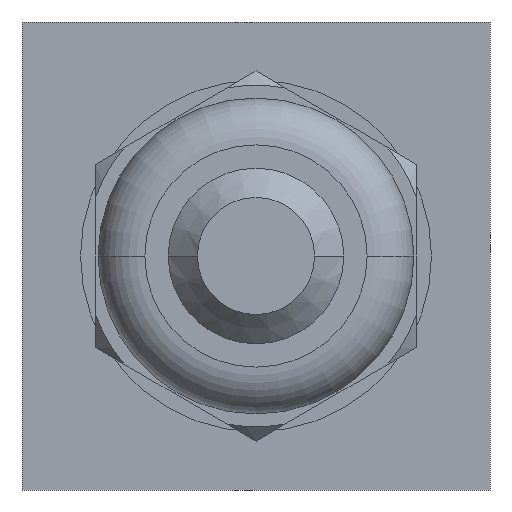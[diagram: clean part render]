
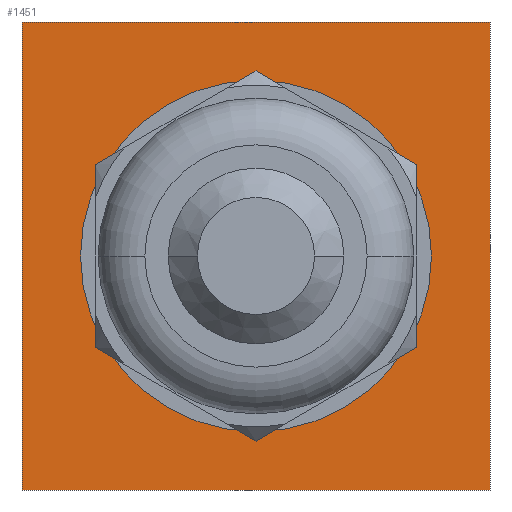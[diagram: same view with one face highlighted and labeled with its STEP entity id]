
A CAD part, front view. The second image highlights one B-rep face of the part: STEP entity #1451.
In plain terms, the highlighted planar face has unit normal (0, -1, 0).
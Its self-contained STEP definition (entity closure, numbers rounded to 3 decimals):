
#355=DIRECTION('',(-1.,0.,0.));
#356=VECTOR('',#355,8.);
#357=CARTESIAN_POINT('',(4.,15.6,4.));
#358=LINE('',#357,#356);
#359=DIRECTION('',(0.,0.,1.));
#360=VECTOR('',#359,8.);
#361=CARTESIAN_POINT('',(4.,15.6,-4.));
#362=LINE('',#361,#360);
#363=DIRECTION('',(1.,0.,0.));
#364=VECTOR('',#363,8.);
#365=CARTESIAN_POINT('',(-4.,15.6,-4.));
#366=LINE('',#365,#364);
#367=DIRECTION('',(0.,0.,-1.));
#368=VECTOR('',#367,8.);
#369=CARTESIAN_POINT('',(-4.,15.6,4.));
#370=LINE('',#369,#368);
#371=CARTESIAN_POINT('',(0.,15.6,0.));
#372=DIRECTION('',(0.,-1.,0.));
#373=DIRECTION('',(1.,0.,0.));
#374=AXIS2_PLACEMENT_3D('',#371,#372,#373);
#376=CARTESIAN_POINT('',(0.,15.6,0.));
#377=DIRECTION('',(0.,1.,0.));
#378=DIRECTION('',(1.,0.,0.));
#379=AXIS2_PLACEMENT_3D('',#376,#377,#378);
#746=CARTESIAN_POINT('',(1.5,15.6,0.));
#748=VERTEX_POINT('',#746);
#754=CARTESIAN_POINT('',(-1.5,15.6,0.));
#756=VERTEX_POINT('',#754);
#795=CARTESIAN_POINT('',(4.,15.6,4.));
#796=CARTESIAN_POINT('',(-4.,15.6,4.));
#797=VERTEX_POINT('',#795);
#798=VERTEX_POINT('',#796);
#799=CARTESIAN_POINT('',(-4.,15.6,-4.));
#800=VERTEX_POINT('',#799);
#801=CARTESIAN_POINT('',(4.,15.6,-4.));
#802=VERTEX_POINT('',#801);
#1432=CARTESIAN_POINT('',(0.,15.6,0.));
#1433=DIRECTION('',(0.,-1.,0.));
#1434=DIRECTION('',(-1.,0.,0.));
#1435=AXIS2_PLACEMENT_3D('',#1432,#1433,#1434);
#1436=PLANE('',#1435);
#1438=ORIENTED_EDGE('',*,*,#1437,.F.);
#1440=ORIENTED_EDGE('',*,*,#1439,.F.);
#1442=ORIENTED_EDGE('',*,*,#1441,.F.);
#1444=ORIENTED_EDGE('',*,*,#1443,.F.);
#1445=EDGE_LOOP('',(#1438,#1440,#1442,#1444));
#1446=FACE_OUTER_BOUND('',#1445,.F.);
#1447=ORIENTED_EDGE('',*,*,#1427,.T.);
#1448=ORIENTED_EDGE('',*,*,#1411,.F.);
#1449=EDGE_LOOP('',(#1447,#1448));
#1450=FACE_BOUND('',#1449,.F.);
#1451=ADVANCED_FACE('',(#1446,#1450),#1436,.T.);
#375=CIRCLE('',#374,1.5);
#380=CIRCLE('',#379,1.5);
#1411=EDGE_CURVE('',#748,#756,#380,.T.);
#1427=EDGE_CURVE('',#748,#756,#375,.T.);
#1437=EDGE_CURVE('',#797,#798,#358,.T.);
#1439=EDGE_CURVE('',#802,#797,#362,.T.);
#1441=EDGE_CURVE('',#800,#802,#366,.T.);
#1443=EDGE_CURVE('',#798,#800,#370,.T.);
